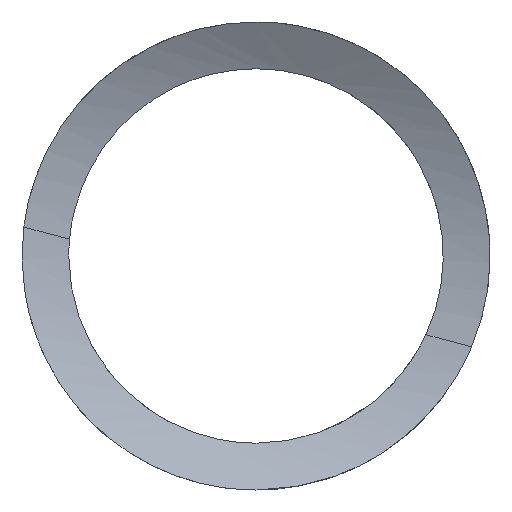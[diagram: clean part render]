
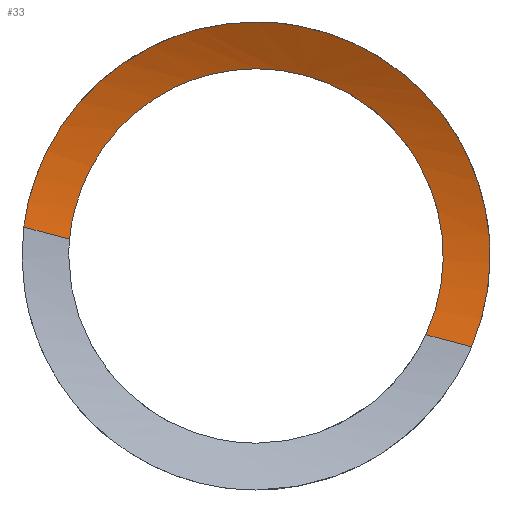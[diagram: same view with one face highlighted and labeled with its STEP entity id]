
A CAD part, front view. The second image highlights one B-rep face of the part: STEP entity #33.
In plain terms, the highlighted cylindrical face has radius 15 mm (diameter 30 mm), a partial arc.
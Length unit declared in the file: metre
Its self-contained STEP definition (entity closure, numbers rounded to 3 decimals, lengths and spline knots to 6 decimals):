
#33=ADVANCED_FACE('',(#67),#68,.F.);
#67=FACE_OUTER_BOUND('',#99,.T.);
#68=CYLINDRICAL_SURFACE('',#100,0.015);
#99=EDGE_LOOP('',(#125,#126,#127,#128,#129,#130));
#100=AXIS2_PLACEMENT_3D('',#131,#132,#133);
#125=ORIENTED_EDGE('',*,*,#212,.F.);
#126=ORIENTED_EDGE('',*,*,#213,.F.);
#127=ORIENTED_EDGE('',*,*,#214,.F.);
#128=ORIENTED_EDGE('',*,*,#215,.F.);
#129=ORIENTED_EDGE('',*,*,#216,.F.);
#130=ORIENTED_EDGE('',*,*,#217,.F.);
#131=CARTESIAN_POINT('',(-1.232366,-0.312638,0.152292));
#132=DIRECTION('',(0.934,0.256,-0.25));
#133=DIRECTION('',(0.265,-0.964,0.));
#212=EDGE_CURVE('',#248,#249,#250,.T.);
#213=EDGE_CURVE('',#251,#248,#252,.F.);
#214=EDGE_CURVE('',#253,#251,#254,.F.);
#215=EDGE_CURVE('',#255,#253,#256,.T.);
#216=EDGE_CURVE('',#257,#255,#258,.T.);
#217=EDGE_CURVE('',#249,#257,#259,.T.);
#248=VERTEX_POINT('',#303);
#249=VERTEX_POINT('',#304);
#250=LINE('',#305,#306);
#251=VERTEX_POINT('',#307);
#252=B_SPLINE_CURVE_WITH_KNOTS('',3,(#308,#309,#310,#311,#312,#313,#314,#315,#316,#317,#318,#319,#320,#321),.UNSPECIFIED.,.F.,.F.,(4,2,2,2,2,2,4),(0.0,4.40293,8.54131,12.679689,16.818068,20.956447,22.19188),.UNSPECIFIED.);
#253=VERTEX_POINT('',#322);
#254=B_SPLINE_CURVE_WITH_KNOTS('',3,(#323,#324,#325,#326,#327,#328,#329,#330,#331),.UNSPECIFIED.,.F.,.F.,(4,2,2,1,4),(22.19188,25.094827,29.233206,33.371585,37.509964),.UNSPECIFIED.);
#255=VERTEX_POINT('',#332);
#256=LINE('',#333,#334);
#257=VERTEX_POINT('',#335);
#258=B_SPLINE_CURVE_WITH_KNOTS('',3,(#336,#337,#338,#339,#340,#341,#342,#343,#344,#345,#346,#347,#348,#349,#350,#351,#352,#353,#354,#355,#356,#357,#358,#359,#360,#361,#362,#363),.UNSPECIFIED.,.F.,.F.,(4,2,2,2,1,1,2,2,2,2,2,2,2,1,1,4),(0.0,4.429617,8.859234,11.812312,14.765391,17.718469,20.671547,23.624625,27.443297,32.432826,37.422355,40.748708,44.075061,47.401413,50.727766,54.054119),.UNSPECIFIED.);
#259=B_SPLINE_CURVE_WITH_KNOTS('',3,(#364,#365,#366,#367,#368,#369,#370,#371,#372,#373,#374,#375,#376,#377,#378,#379,#380,#381,#382,#383,#384,#385,#386,#387,#388,#389,#390,#391),.UNSPECIFIED.,.F.,.F.,(4,2,2,2,1,1,2,2,2,2,2,2,2,1,1,4),(0.0,4.429617,8.859234,11.812312,14.765391,17.718469,20.671547,23.624625,27.443297,32.432826,37.422355,40.748708,44.075061,47.401413,50.727766,54.054119),.UNSPECIFIED.);
#303=CARTESIAN_POINT('',(-1.319497,-0.32101,0.174553));
#304=CARTESIAN_POINT('',(-1.320964,-0.321412,0.174945));
#305=CARTESIAN_POINT('',(-1.326736,-0.322998,0.17649));
#306=VECTOR('',#684,1.0);
#307=CARTESIAN_POINT('',(-1.326408,-0.325389,0.184966));
#308=CARTESIAN_POINT('',(-1.319497,-0.32101,0.174553));
#309=CARTESIAN_POINT('',(-1.319103,-0.320901,0.175488));
#310=CARTESIAN_POINT('',(-1.318908,-0.320961,0.176501));
#311=CARTESIAN_POINT('',(-1.318908,-0.321333,0.178373));
#312=CARTESIAN_POINT('',(-1.319076,-0.321633,0.179274));
#313=CARTESIAN_POINT('',(-1.3197,-0.322361,0.180934));
#314=CARTESIAN_POINT('',(-1.320154,-0.322787,0.181697));
#315=CARTESIAN_POINT('',(-1.321304,-0.323638,0.183031));
#316=CARTESIAN_POINT('',(-1.322003,-0.324066,0.183605));
#317=CARTESIAN_POINT('',(-1.323622,-0.324792,0.18449));
#318=CARTESIAN_POINT('',(-1.324546,-0.325086,0.184798));
#319=CARTESIAN_POINT('',(-1.325816,-0.325314,0.184948));
#320=CARTESIAN_POINT('',(-1.326111,-0.325356,0.184965));
#321=CARTESIAN_POINT('',(-1.326408,-0.325388,0.184965));
#322=CARTESIAN_POINT('',(-1.333851,-0.324951,0.178395));
#323=CARTESIAN_POINT('',(-1.326408,-0.325388,0.184965));
#324=CARTESIAN_POINT('',(-1.327106,-0.325463,0.184964));
#325=CARTESIAN_POINT('',(-1.327809,-0.325484,0.184867));
#326=CARTESIAN_POINT('',(-1.329442,-0.325441,0.184397));
#327=CARTESIAN_POINT('',(-1.330338,-0.325342,0.183929));
#328=CARTESIAN_POINT('',(-1.33187,-0.325143,0.182699));
#329=CARTESIAN_POINT('',(-1.333145,-0.324945,0.181173));
#330=CARTESIAN_POINT('',(-1.333735,-0.324919,0.179323));
#331=CARTESIAN_POINT('',(-1.333851,-0.324951,0.178395));
#332=CARTESIAN_POINT('',(-1.332384,-0.324549,0.178002));
#333=CARTESIAN_POINT('',(-1.326736,-0.322998,0.17649));
#334=VECTOR('',#685,1.0);
#335=CARTESIAN_POINT('',(-1.326408,-0.324561,0.183466));
#336=CARTESIAN_POINT('',(-1.332408,-0.324565,0.177466));
#337=CARTESIAN_POINT('',(-1.332408,-0.3246,0.176479));
#338=CARTESIAN_POINT('',(-1.332158,-0.324668,0.175463));
#339=CARTESIAN_POINT('',(-1.331156,-0.324732,0.173654));
#340=CARTESIAN_POINT('',(-1.3304,-0.324719,0.172864));
#341=CARTESIAN_POINT('',(-1.328898,-0.324481,0.171962));
#342=CARTESIAN_POINT('',(-1.328236,-0.324328,0.17171));
#343=CARTESIAN_POINT('',(-1.326896,-0.323925,0.171447));
#344=CARTESIAN_POINT('',(-1.32554,-0.323428,0.171419));
#345=CARTESIAN_POINT('',(-1.323655,-0.322574,0.172015));
#346=CARTESIAN_POINT('',(-1.322576,-0.322061,0.172801));
#347=CARTESIAN_POINT('',(-1.321643,-0.321647,0.17376));
#348=CARTESIAN_POINT('',(-1.32125,-0.321491,0.174327));
#349=CARTESIAN_POINT('',(-1.320593,-0.321311,0.175745));
#350=CARTESIAN_POINT('',(-1.320408,-0.321345,0.176625));
#351=CARTESIAN_POINT('',(-1.320408,-0.321679,0.178564));
#352=CARTESIAN_POINT('',(-1.320718,-0.322064,0.179655));
#353=CARTESIAN_POINT('',(-1.321843,-0.322947,0.181507));
#354=CARTESIAN_POINT('',(-1.322656,-0.323442,0.182282));
#355=CARTESIAN_POINT('',(-1.324327,-0.324105,0.183143));
#356=CARTESIAN_POINT('',(-1.325081,-0.324325,0.18337));
#357=CARTESIAN_POINT('',(-1.326655,-0.324618,0.183513));
#358=CARTESIAN_POINT('',(-1.32747,-0.324691,0.183425));
#359=CARTESIAN_POINT('',(-1.328999,-0.324728,0.182937));
#360=CARTESIAN_POINT('',(-1.330421,-0.324665,0.182139));
#361=CARTESIAN_POINT('',(-1.331896,-0.324533,0.180247));
#362=CARTESIAN_POINT('',(-1.332317,-0.32453,0.178748));
#363=CARTESIAN_POINT('',(-1.332384,-0.324549,0.178002));
#364=CARTESIAN_POINT('',(-1.332408,-0.324565,0.177466));
#365=CARTESIAN_POINT('',(-1.332408,-0.3246,0.176479));
#366=CARTESIAN_POINT('',(-1.332158,-0.324668,0.175463));
#367=CARTESIAN_POINT('',(-1.331156,-0.324732,0.173654));
#368=CARTESIAN_POINT('',(-1.3304,-0.324719,0.172864));
#369=CARTESIAN_POINT('',(-1.328898,-0.324481,0.171962));
#370=CARTESIAN_POINT('',(-1.328236,-0.324328,0.17171));
#371=CARTESIAN_POINT('',(-1.326896,-0.323925,0.171447));
#372=CARTESIAN_POINT('',(-1.32554,-0.323428,0.171419));
#373=CARTESIAN_POINT('',(-1.323655,-0.322574,0.172015));
#374=CARTESIAN_POINT('',(-1.322576,-0.322061,0.172801));
#375=CARTESIAN_POINT('',(-1.321643,-0.321647,0.17376));
#376=CARTESIAN_POINT('',(-1.32125,-0.321491,0.174327));
#377=CARTESIAN_POINT('',(-1.320593,-0.321311,0.175745));
#378=CARTESIAN_POINT('',(-1.320408,-0.321345,0.176625));
#379=CARTESIAN_POINT('',(-1.320408,-0.321679,0.178564));
#380=CARTESIAN_POINT('',(-1.320718,-0.322064,0.179655));
#381=CARTESIAN_POINT('',(-1.321843,-0.322947,0.181507));
#382=CARTESIAN_POINT('',(-1.322656,-0.323442,0.182282));
#383=CARTESIAN_POINT('',(-1.324327,-0.324105,0.183143));
#384=CARTESIAN_POINT('',(-1.325081,-0.324325,0.18337));
#385=CARTESIAN_POINT('',(-1.326655,-0.324618,0.183513));
#386=CARTESIAN_POINT('',(-1.32747,-0.324691,0.183425));
#387=CARTESIAN_POINT('',(-1.328999,-0.324728,0.182937));
#388=CARTESIAN_POINT('',(-1.330421,-0.324665,0.182139));
#389=CARTESIAN_POINT('',(-1.331896,-0.324533,0.180247));
#390=CARTESIAN_POINT('',(-1.332317,-0.32453,0.178748));
#391=CARTESIAN_POINT('',(-1.332384,-0.324549,0.178002));
#684=DIRECTION('',(-0.934,-0.256,0.25));
#685=DIRECTION('',(-0.934,-0.256,0.25));
